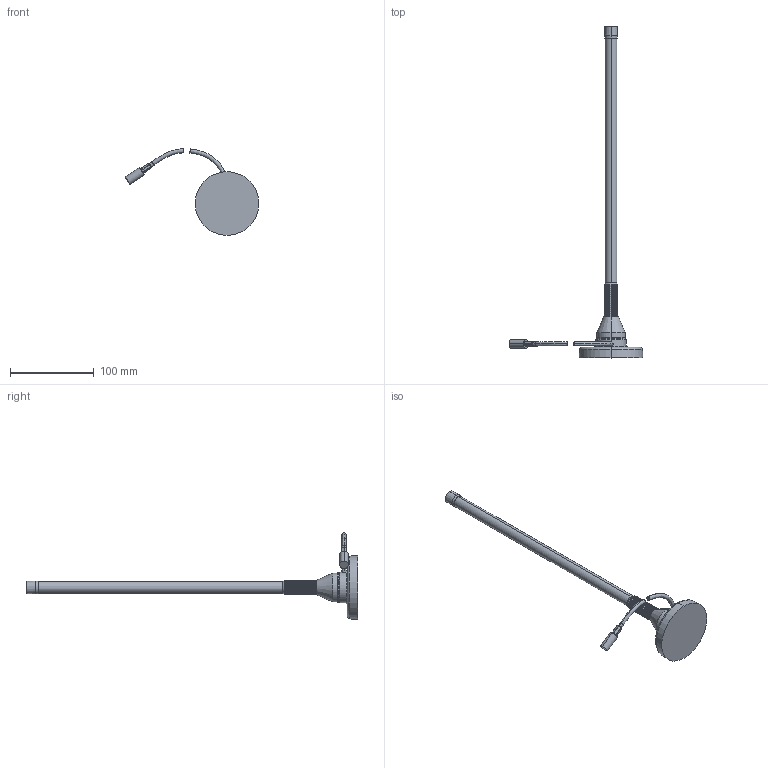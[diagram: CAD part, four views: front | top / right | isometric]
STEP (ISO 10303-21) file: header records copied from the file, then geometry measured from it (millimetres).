
FILE_DESCRIPTION (( 'STEP AP214' ), '1' );
FILE_NAME ('HG2405MGUR.STEP', '2015-02-05T15:50:36', ( 'L-Com' ), ( 'L-Com Global Connectivity' ), 'SwSTEP 2.0', 'SolidWorks 2014', '' );
FILE_SCHEMA (( 'AUTOMOTIVE_DESIGN' ));
Length unit declared in the file: inch
Products named in the file (7): HMA1-XXXAYY; HEATSH-HEX_stepd_195Black; CONNECTOR REP_Small; 8 Foot-195_Black; HG2405UR-NMO; HG2405MGUR
Assembly tree (6 placements, depth 3):
  HG2405MGUR
    HG2405UR-NMO
    HMA1-XXXAYY
      HMA1-XXXAYY
      8 Foot-195_Black
      CONNECTOR REP_Small
      HEATSH-HEX_stepd_195Black
Bounding box: 160.07 x 397.12 x 103.74 mm (x, y, z)
Volume: 142678 mm3; surface area: 37373.6 mm2
Topology: 6 solids, 6 shells, 324 faces, 662 edges, 363 vertices
Faces by surface type: cone 110, torus 98, cylinder 54, plane 52, sphere 6, bspline 4
Entity records: 12832 total; most frequent: CARTESIAN_POINT 2013, DIRECTION 1708, ORIENTED_EDGE 1316, AXIS2_PLACEMENT_3D 745, EDGE_CURVE 658, CIRCLE 415, VERTEX_POINT 361, EDGE_LOOP 339
